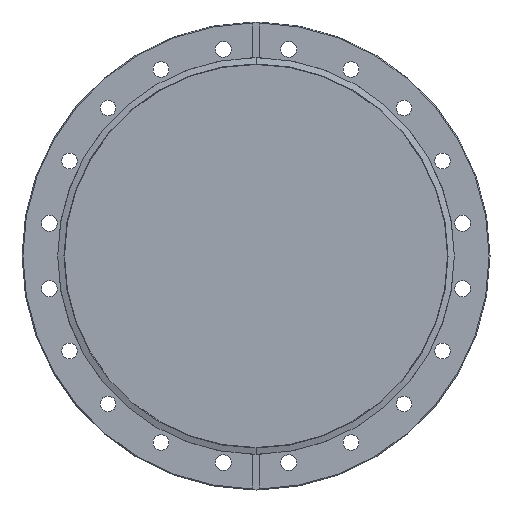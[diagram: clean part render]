
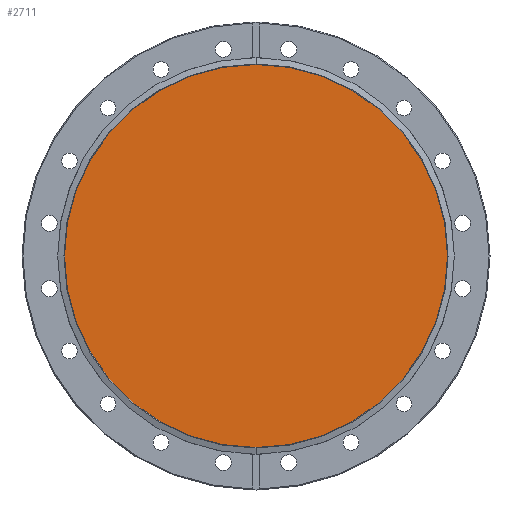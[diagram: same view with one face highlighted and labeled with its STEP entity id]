
A CAD part, front view. The second image highlights one B-rep face of the part: STEP entity #2711.
In plain terms, the highlighted planar face has unit normal (0, -1, 0).
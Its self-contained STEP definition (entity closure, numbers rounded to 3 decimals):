
#134 = AXIS2_PLACEMENT_3D ( 'NONE', #1754, #572, #1180 ) ;
#248 = AXIS2_PLACEMENT_3D ( 'NONE', #765, #2339, #2923 ) ;
#539 = CIRCLE ( 'NONE', #248, 82.832 ) ;
#572 = DIRECTION ( 'NONE',  ( 0., 1., 0. ) ) ;
#598 = ORIENTED_EDGE ( 'NONE', *, *, #2640, .T. ) ;
#723 = EDGE_CURVE ( 'NONE', #2607, #1615, #1996, .T. ) ;
#765 = CARTESIAN_POINT ( 'NONE',  ( 0., -9.95, 0. ) ) ;
#1180 = DIRECTION ( 'NONE',  ( 0., 0., 1. ) ) ;
#1588 = PLANE ( 'NONE',  #134 ) ;
#1615 = VERTEX_POINT ( 'NONE', #1931 ) ;
#1754 = CARTESIAN_POINT ( 'NONE',  ( -82.832, -9.95, 0. ) ) ;
#1931 = CARTESIAN_POINT ( 'NONE',  ( 0., -9.95, 82.832 ) ) ;
#1996 = CIRCLE ( 'NONE', #2114, 82.832 ) ;
#2090 = DIRECTION ( 'NONE',  ( 0., -1., 0. ) ) ;
#2093 = DIRECTION ( 'NONE',  ( 0., 0., -1. ) ) ;
#2114 = AXIS2_PLACEMENT_3D ( 'NONE', #2625, #2090, #2093 ) ;
#2283 = ORIENTED_EDGE ( 'NONE', *, *, #723, .T. ) ;
#2339 = DIRECTION ( 'NONE',  ( 0., -1., 0. ) ) ;
#2398 = EDGE_LOOP ( 'NONE', ( #2283, #598 ) ) ;
#2607 = VERTEX_POINT ( 'NONE', #2999 ) ;
#2625 = CARTESIAN_POINT ( 'NONE',  ( 0., -9.95, 0. ) ) ;
#2640 = EDGE_CURVE ( 'NONE', #1615, #2607, #539, .T. ) ;
#2711 = ADVANCED_FACE ( 'NONE', ( #2813 ), #1588, .F. ) ;
#2813 = FACE_OUTER_BOUND ( 'NONE', #2398, .T. ) ;
#2923 = DIRECTION ( 'NONE',  ( 0., 0., -1. ) ) ;
#2999 = CARTESIAN_POINT ( 'NONE',  ( 0., -9.95, -82.832 ) ) ;
